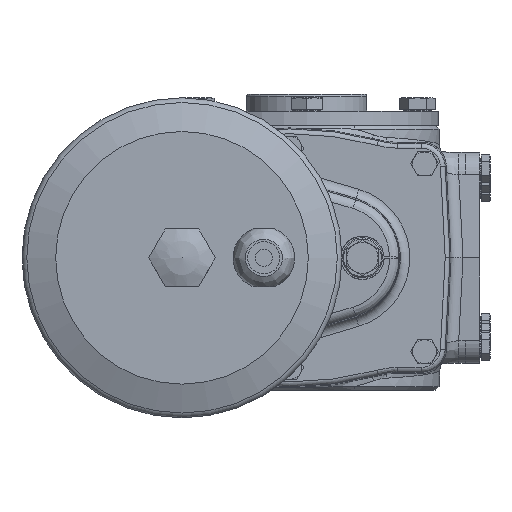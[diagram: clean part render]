
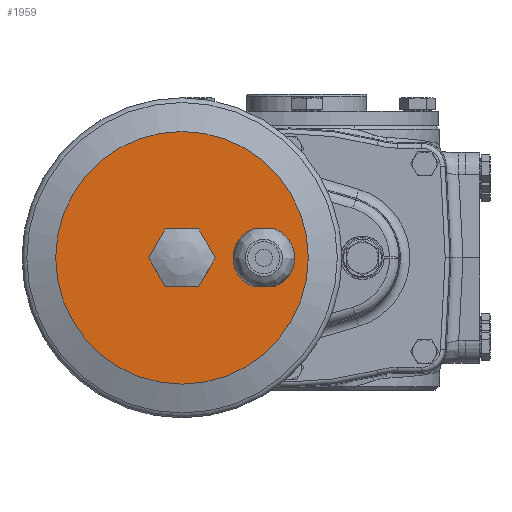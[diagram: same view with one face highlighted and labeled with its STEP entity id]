
A CAD part, left-side view. The second image highlights one B-rep face of the part: STEP entity #1959.
In plain terms, the highlighted planar face has unit normal (-1, 0, 0).
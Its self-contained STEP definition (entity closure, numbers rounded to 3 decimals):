
#1959 = ADVANCED_FACE( '', ( #4528, #4529, #4530 ), #4531, .T. );
#4528 = FACE_BOUND( '', #11543, .T. );
#4529 = FACE_OUTER_BOUND( '', #11544, .T. );
#4530 = FACE_BOUND( '', #11545, .T. );
#4531 = PLANE( '', #11546 );
#11543 = EDGE_LOOP( '', ( #19340, #19341, #19342, #19343 ) );
#11544 = EDGE_LOOP( '', ( #19344 ) );
#11545 = EDGE_LOOP( '', ( #19345, #19346, #19347, #19348, #19349, #19350 ) );
#11546 = AXIS2_PLACEMENT_3D( '', #19351, #19352, #19353 );
#19340 = ORIENTED_EDGE( '', *, *, #24548, .F. );
#19341 = ORIENTED_EDGE( '', *, *, #24549, .F. );
#19342 = ORIENTED_EDGE( '', *, *, #24550, .F. );
#19343 = ORIENTED_EDGE( '', *, *, #23330, .T. );
#19344 = ORIENTED_EDGE( '', *, *, #24551, .T. );
#19345 = ORIENTED_EDGE( '', *, *, #24552, .T. );
#19346 = ORIENTED_EDGE( '', *, *, #23284, .T. );
#19347 = ORIENTED_EDGE( '', *, *, #22889, .T. );
#19348 = ORIENTED_EDGE( '', *, *, #24553, .T. );
#19349 = ORIENTED_EDGE( '', *, *, #23622, .T. );
#19350 = ORIENTED_EDGE( '', *, *, #24554, .T. );
#19351 = CARTESIAN_POINT( '', ( -468., -0.7, 0. ) );
#19352 = DIRECTION( '', ( -1., 0., 0. ) );
#19353 = DIRECTION( '', ( 0., -1., 0. ) );
#22889 = EDGE_CURVE( '', #25909, #25911, #25913, .T. );
#23284 = EDGE_CURVE( '', #26565, #25909, #26567, .T. );
#23330 = EDGE_CURVE( '', #26640, #26638, #26641, .T. );
#23622 = EDGE_CURVE( '', #27094, #27096, #27098, .T. );
#24548 = EDGE_CURVE( '', #28399, #26638, #28400, .T. );
#24549 = EDGE_CURVE( '', #28401, #28399, #28402, .T. );
#24550 = EDGE_CURVE( '', #26640, #28401, #28403, .T. );
#24551 = EDGE_CURVE( '', #28404, #28404, #28405, .T. );
#24552 = EDGE_CURVE( '', #28406, #26565, #28407, .T. );
#24553 = EDGE_CURVE( '', #25911, #27094, #28408, .T. );
#24554 = EDGE_CURVE( '', #27096, #28406, #28409, .T. );
#25909 = VERTEX_POINT( '', #30347 );
#25911 = VERTEX_POINT( '', #30350 );
#25913 = LINE( '', #30353, #30354 );
#26565 = VERTEX_POINT( '', #31591 );
#26567 = LINE( '', #31594, #31595 );
#26638 = VERTEX_POINT( '', #31733 );
#26640 = VERTEX_POINT( '', #31736 );
#26641 = LINE( '', #31737, #31738 );
#27094 = VERTEX_POINT( '', #32491 );
#27096 = VERTEX_POINT( '', #32494 );
#27098 = LINE( '', #32497, #32498 );
#28399 = VERTEX_POINT( '', #35196 );
#28400 = CIRCLE( '', #35197, 12.8 );
#28401 = VERTEX_POINT( '', #35198 );
#28402 = LINE( '', #35199, #35200 );
#28403 = CIRCLE( '', #35201, 12.8 );
#28404 = VERTEX_POINT( '', #35202 );
#28405 = CIRCLE( '', #35203, 52.5 );
#28406 = VERTEX_POINT( '', #35204 );
#28407 = LINE( '', #35205, #35206 );
#28408 = LINE( '', #35207, #35208 );
#28409 = LINE( '', #35209, #35210 );
#30347 = CARTESIAN_POINT( '', ( -468., 58.728, 12. ) );
#30350 = CARTESIAN_POINT( '', ( -468., 44.872, 12. ) );
#30353 = CARTESIAN_POINT( '', ( -468., 58.728, 12. ) );
#30354 = VECTOR( '', #37460, 1000. );
#31591 = CARTESIAN_POINT( '', ( -468., 65.656, 0. ) );
#31594 = CARTESIAN_POINT( '', ( -468., 65.656, 0. ) );
#31595 = VECTOR( '', #38032, 1000. );
#31733 = CARTESIAN_POINT( '', ( -468., 22.254, -12. ) );
#31736 = CARTESIAN_POINT( '', ( -468., 13.346, -12. ) );
#31737 = CARTESIAN_POINT( '', ( -468., 13.346, -12. ) );
#31738 = VECTOR( '', #38082, 1000. );
#32491 = CARTESIAN_POINT( '', ( -468., 37.944, 0. ) );
#32494 = CARTESIAN_POINT( '', ( -468., 44.872, -12. ) );
#32497 = CARTESIAN_POINT( '', ( -468., 37.944, 0. ) );
#32498 = VECTOR( '', #38413, 1000. );
#35196 = CARTESIAN_POINT( '', ( -468., 22.254, 12. ) );
#35197 = AXIS2_PLACEMENT_3D( '', #39442, #39443, #39444 );
#35198 = CARTESIAN_POINT( '', ( -468., 13.346, 12. ) );
#35199 = CARTESIAN_POINT( '', ( -468., 13.346, 12. ) );
#35200 = VECTOR( '', #39445, 1000. );
#35201 = AXIS2_PLACEMENT_3D( '', #39446, #39447, #39448 );
#35202 = CARTESIAN_POINT( '', ( -468., -0.7, 0. ) );
#35203 = AXIS2_PLACEMENT_3D( '', #39449, #39450, #39451 );
#35204 = CARTESIAN_POINT( '', ( -468., 58.728, -12. ) );
#35205 = CARTESIAN_POINT( '', ( -468., 58.728, -12. ) );
#35206 = VECTOR( '', #39452, 1000. );
#35207 = CARTESIAN_POINT( '', ( -468., 44.872, 12. ) );
#35208 = VECTOR( '', #39453, 1000. );
#35209 = CARTESIAN_POINT( '', ( -468., 44.872, -12. ) );
#35210 = VECTOR( '', #39454, 1000. );
#37460 = DIRECTION( '', ( 0., -1., 0. ) );
#38032 = DIRECTION( '', ( 0., -0.5, 0.866 ) );
#38082 = DIRECTION( '', ( 0., 1., 0. ) );
#38413 = DIRECTION( '', ( 0., 0.5, -0.866 ) );
#39442 = CARTESIAN_POINT( '', ( -468., 17.8, 0. ) );
#39443 = DIRECTION( '', ( -1., 0., 0. ) );
#39444 = DIRECTION( '', ( 0., -1., 0. ) );
#39445 = DIRECTION( '', ( 0., 1., 0. ) );
#39446 = CARTESIAN_POINT( '', ( -468., 17.8, 0. ) );
#39447 = DIRECTION( '', ( -1., 0., 0. ) );
#39448 = DIRECTION( '', ( 0., -1., 0. ) );
#39449 = CARTESIAN_POINT( '', ( -468., 51.8, 0. ) );
#39450 = DIRECTION( '', ( -1., 0., 0. ) );
#39451 = DIRECTION( '', ( 0., -1., 0. ) );
#39452 = DIRECTION( '', ( 0., 0.5, 0.866 ) );
#39453 = DIRECTION( '', ( 0., -0.5, -0.866 ) );
#39454 = DIRECTION( '', ( 0., 1., 0. ) );
